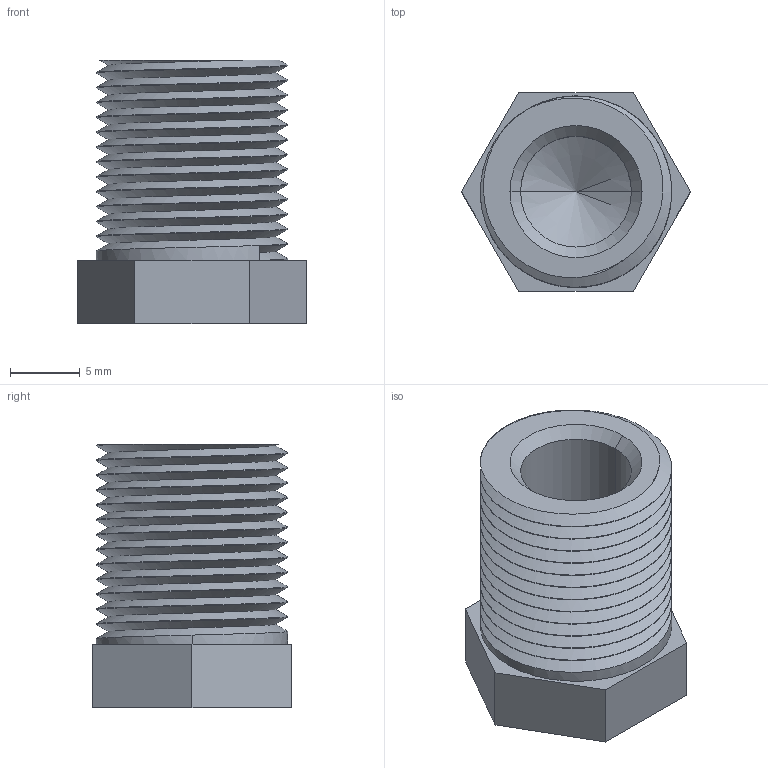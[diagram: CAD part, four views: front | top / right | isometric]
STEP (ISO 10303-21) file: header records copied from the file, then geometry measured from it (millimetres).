
FILE_DESCRIPTION (( 'STEP AP203' ), '1' );
FILE_NAME ('BFHHP-14N.step', '2016-02-15T20:05:18', ( '' ), ( '' ), 'SwSTEP 2.0', 'SolidWorks 2015', '' );
FILE_SCHEMA (( 'CONFIG_CONTROL_DESIGN' ));
Length unit declared in the file: inch
Products named in the file (1): BFHHP-14N
Bounding box: 16.42 x 14.22 x 18.92 mm (x, y, z)
Volume: 2099 mm3; surface area: 1940.3 mm2
Topology: 1 solids, 1 shells, 47 faces, 126 edges, 81 vertices
Faces by surface type: cylinder 30, plane 10, cone 4, bspline 3
Entity records: 3335 total; most frequent: CARTESIAN_POINT 2272, ORIENTED_EDGE 248, DIRECTION 163, EDGE_CURVE 124, VERTEX_POINT 81, AXIS2_PLACEMENT_3D 56, VECTOR 51, LINE 51
